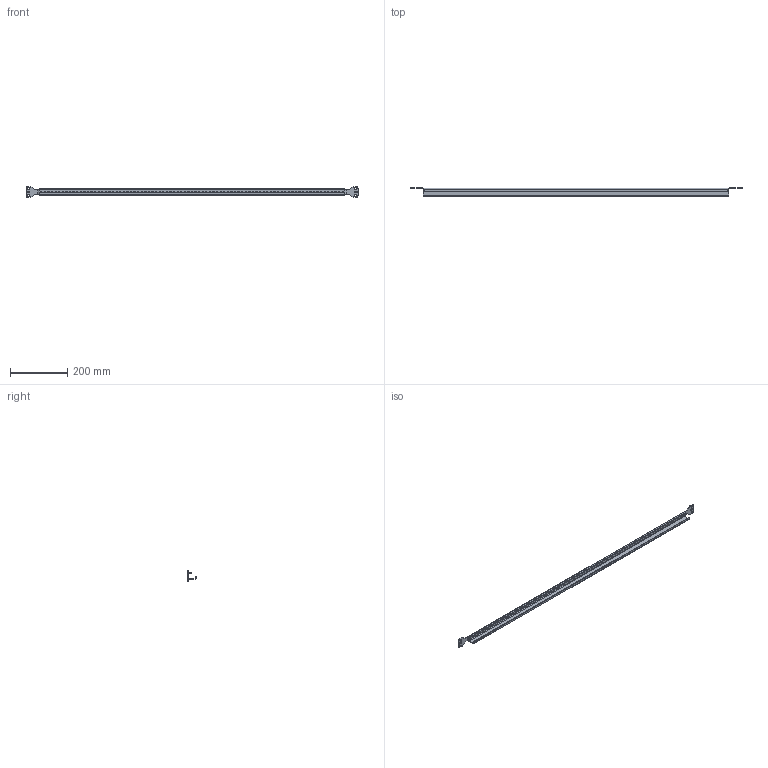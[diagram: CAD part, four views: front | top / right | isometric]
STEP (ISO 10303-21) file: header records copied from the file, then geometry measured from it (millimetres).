
FILE_DESCRIPTION (( 'STEP AP214' ), '1' );
FILE_NAME ('620.123.STEP', '2024-09-30T09:55:11', ( '' ), ( '' ), 'SwSTEP 2.0', 'SolidWorks 2021', '' );
FILE_SCHEMA (( 'AUTOMOTIVE_DESIGN' ));
Length unit declared in the file: millimetre
Products named in the file (1): 620.123
Bounding box: 1157 x 29.76 x 36 mm (x, y, z)
Volume: 129251.1 mm3; surface area: 136966.5 mm2
Topology: 1 solids, 1 shells, 272 faces, 762 edges, 492 vertices
Faces by surface type: cylinder 212, plane 60
Entity records: 9324 total; most frequent: DIRECTION 1732, CARTESIAN_POINT 1527, ORIENTED_EDGE 1524, EDGE_CURVE 762, AXIS2_PLACEMENT_3D 697, VERTEX_POINT 492, EDGE_LOOP 454, CIRCLE 424
